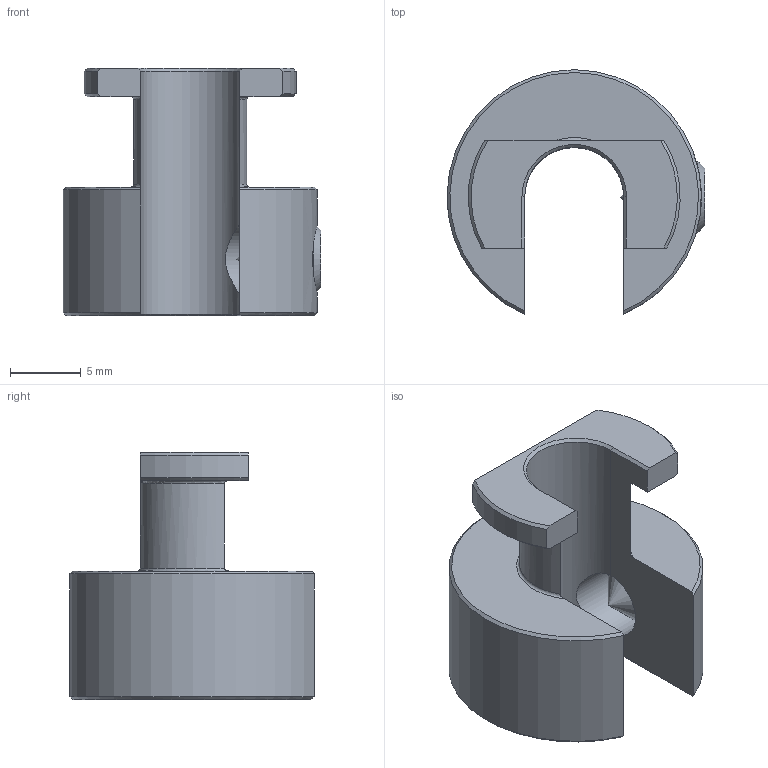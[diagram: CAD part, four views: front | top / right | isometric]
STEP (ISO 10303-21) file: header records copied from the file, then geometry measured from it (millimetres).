
FILE_DESCRIPTION(/* description */ (''),/* implementation_level */ '2;1');
FILE_NAME(/* name */ '12196_KriTec Schweissgitterfixierstueck_10.stp',/* time_stamp */ '2017-09-01T16:00:48+02:00',/* author */ ('Steiner'),/* organization */ (''),/* preprocessor_version */ 'ST-DEVELOPER v16.1',/* originating_system */ 'Autodesk Inventor 2016',/* authorisation */ '');
FILE_SCHEMA (('CONFIG_CONTROL_DESIGN'));
Length unit declared in the file: millimetre
Products named in the file (3): KriTec_Schweißgitterbefestigung_10; DIN 914 - M5 x 6; 12196_KriTec Schweißgitterfixierstück_10
Assembly tree (2 placements, depth 2):
  12196_KriTec Schweißgitterfixierstück_10
    KriTec_Schweißgitterbefestigung_10
    DIN 914 - M5 x 6
Bounding box: 18.25 x 17.29 x 17.5 mm (x, y, z)
Volume: 1714.9 mm3; surface area: 1620.5 mm2
Topology: 2 solids, 2 shells, 44 faces, 119 edges, 75 vertices
Faces by surface type: plane 21, cone 11, cylinder 7, torus 3, bspline 2
Full cylindrical faces by diameter (mm): 4.917 x1, 5 x1
Entity records: 1508 total; most frequent: CARTESIAN_POINT 429, ORIENTED_EDGE 218, DIRECTION 202, EDGE_CURVE 109, AXIS2_PLACEMENT_3D 75, VERTEX_POINT 72, LINE 52, VECTOR 52
